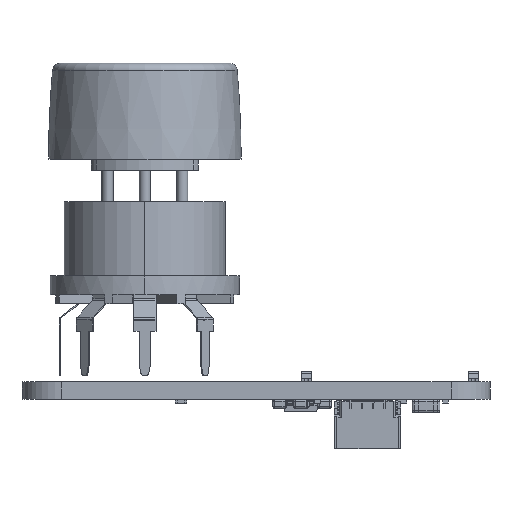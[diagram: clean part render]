
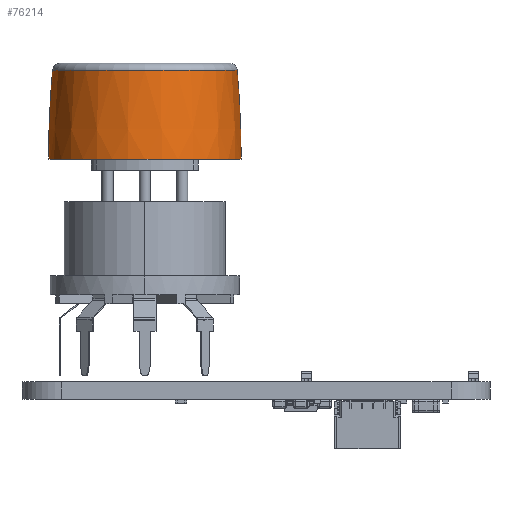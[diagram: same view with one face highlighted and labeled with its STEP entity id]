
A CAD part, left-side view. The second image highlights one B-rep face of the part: STEP entity #76214.
In plain terms, the highlighted face is a revolution surface.
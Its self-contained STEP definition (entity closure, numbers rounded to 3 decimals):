
#76192 = EDGE_CURVE('',#76193,#76195,#76197,.T.);
#76193 = VERTEX_POINT('',#76194);
#76194 = CARTESIAN_POINT('',(0.,1.,8.65));
#76195 = VERTEX_POINT('',#76196);
#76196 = CARTESIAN_POINT('',(0.,1.,-8.65));
#76197 = CIRCLE('',#76198,8.65);
#76198 = AXIS2_PLACEMENT_3D('',#76199,#76200,#76201);
#76199 = CARTESIAN_POINT('',(0.,1.,0.));
#76200 = DIRECTION('',(-0.,1.,0.));
#76201 = DIRECTION('',(0.,0.,1.));
#76214 = ADVANCED_FACE('',(#76215),#76243,.F.);
#76215 = FACE_BOUND('',#76216,.F.);
#76216 = EDGE_LOOP('',(#76217,#76226,#76235,#76242));
#76217 = ORIENTED_EDGE('',*,*,#76218,.T.);
#76218 = EDGE_CURVE('',#76193,#76219,#76221,.T.);
#76219 = VERTEX_POINT('',#76220);
#76220 = CARTESIAN_POINT('',(0.,8.962,8.297));
#76221 = CIRCLE('',#76222,90.032);
#76222 = AXIS2_PLACEMENT_3D('',#76223,#76224,#76225);
#76223 = CARTESIAN_POINT('',(0.,1.,-81.382));
#76224 = DIRECTION('',(-1.,-0.,0.));
#76225 = DIRECTION('',(0.,0.,1.));
#76226 = ORIENTED_EDGE('',*,*,#76227,.T.);
#76227 = EDGE_CURVE('',#76219,#76228,#76230,.T.);
#76228 = VERTEX_POINT('',#76229);
#76229 = CARTESIAN_POINT('',(0.,8.962,
    -8.297));
#76230 = CIRCLE('',#76231,8.297);
#76231 = AXIS2_PLACEMENT_3D('',#76232,#76233,#76234);
#76232 = CARTESIAN_POINT('',(0.,8.962,0.));
#76233 = DIRECTION('',(-0.,1.,0.));
#76234 = DIRECTION('',(0.,0.,1.));
#76235 = ORIENTED_EDGE('',*,*,#76236,.F.);
#76236 = EDGE_CURVE('',#76195,#76228,#76237,.T.);
#76237 = CIRCLE('',#76238,90.032);
#76238 = AXIS2_PLACEMENT_3D('',#76239,#76240,#76241);
#76239 = CARTESIAN_POINT('',(0.,1.,81.382));
#76240 = DIRECTION('',(1.,0.,0.));
#76241 = DIRECTION('',(0.,0.,-1.));
#76242 = ORIENTED_EDGE('',*,*,#76192,.F.);
#76243 = SURFACE_OF_REVOLUTION('',#76244,#76250);
#76244 = B_SPLINE_CURVE_WITH_KNOTS('',4,(#76245,#76246,#76247,#76248,
    #76249),.UNSPECIFIED.,.F.,.F.,(5,5),(3.053,3.142),
  .PIECEWISE_BEZIER_KNOTS.);
#76245 = CARTESIAN_POINT('',(0.,8.962,-8.297));
#76246 = CARTESIAN_POINT('',(0.,6.977,-8.474));
#76247 = CARTESIAN_POINT('',(0.,4.986,-8.591));
#76248 = CARTESIAN_POINT('',(0.,2.993,-8.65));
#76249 = CARTESIAN_POINT('',(0.,1.,-8.65));
#76250 = AXIS1_PLACEMENT('',#76251,#76252);
#76251 = CARTESIAN_POINT('',(0.,1.,0.));
#76252 = DIRECTION('',(-0.,1.,0.));
